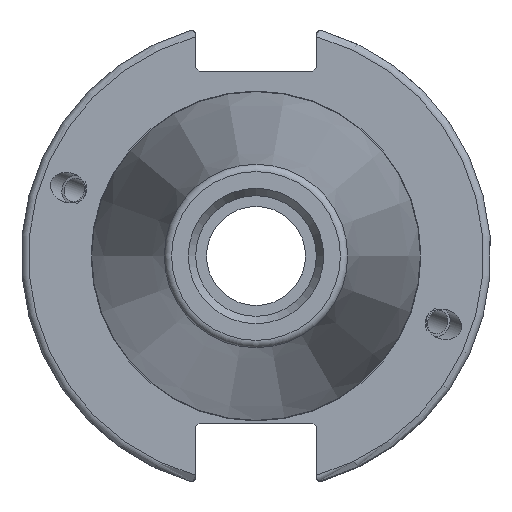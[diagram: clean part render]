
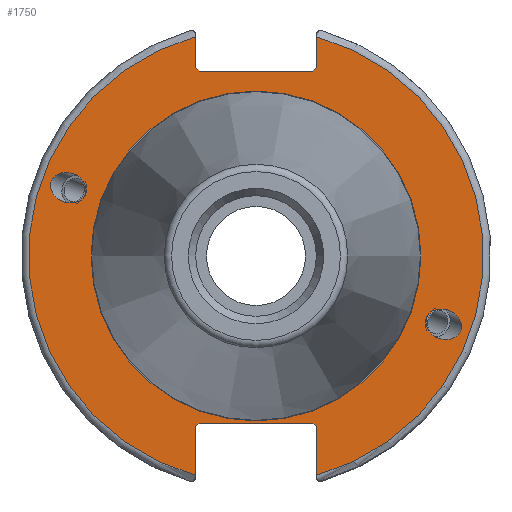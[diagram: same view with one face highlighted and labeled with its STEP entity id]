
A CAD part, left-side view. The second image highlights one B-rep face of the part: STEP entity #1750.
In plain terms, the highlighted planar face has unit normal (-1, 0, 0).
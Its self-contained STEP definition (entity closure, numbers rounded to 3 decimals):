
#39=ELLIPSE('',#1895,2.442,2.);
#48=ELLIPSE('',#1943,2.442,2.);
#82=FACE_BOUND('',#272,.T.);
#83=FACE_BOUND('',#273,.T.);
#84=FACE_BOUND('',#274,.T.);
#102=PLANE('',#1954);
#171=FACE_OUTER_BOUND('',#271,.T.);
#271=EDGE_LOOP('',(#1412,#1413,#1414,#1415,#1416,#1417,#1418,#1419,#1420,
#1421,#1422,#1423));
#272=EDGE_LOOP('',(#1424));
#273=EDGE_LOOP('',(#1425));
#274=EDGE_LOOP('',(#1426,#1427));
#408=LINE('',#3222,#498);
#409=LINE('',#3224,#499);
#410=LINE('',#3226,#500);
#411=LINE('',#3228,#501);
#412=LINE('',#3230,#502);
#413=LINE('',#3234,#503);
#414=LINE('',#3236,#504);
#415=LINE('',#3238,#505);
#416=LINE('',#3240,#506);
#417=LINE('',#3241,#507);
#498=VECTOR('',#2359,10.);
#499=VECTOR('',#2360,10.);
#500=VECTOR('',#2361,10.);
#501=VECTOR('',#2362,10.);
#502=VECTOR('',#2363,10.);
#503=VECTOR('',#2366,10.);
#504=VECTOR('',#2367,10.);
#505=VECTOR('',#2368,10.);
#506=VECTOR('',#2369,10.);
#507=VECTOR('',#2370,10.);
#618=CIRCLE('',#1950,22.3);
#619=CIRCLE('',#1951,22.3);
#622=CIRCLE('',#1955,30.75);
#623=CIRCLE('',#1956,30.75);
#734=VERTEX_POINT('',#2965);
#781=VERTEX_POINT('',#3196);
#786=VERTEX_POINT('',#3209);
#787=VERTEX_POINT('',#3211);
#789=VERTEX_POINT('',#3218);
#790=VERTEX_POINT('',#3219);
#791=VERTEX_POINT('',#3221);
#792=VERTEX_POINT('',#3223);
#793=VERTEX_POINT('',#3225);
#794=VERTEX_POINT('',#3227);
#795=VERTEX_POINT('',#3229);
#796=VERTEX_POINT('',#3231);
#797=VERTEX_POINT('',#3233);
#798=VERTEX_POINT('',#3235);
#799=VERTEX_POINT('',#3237);
#800=VERTEX_POINT('',#3239);
#949=EDGE_CURVE('',#734,#734,#39,.T.);
#1012=EDGE_CURVE('',#781,#781,#48,.T.);
#1018=EDGE_CURVE('',#786,#787,#618,.T.);
#1019=EDGE_CURVE('',#787,#786,#619,.T.);
#1022=EDGE_CURVE('',#789,#790,#622,.T.);
#1023=EDGE_CURVE('',#789,#791,#408,.T.);
#1024=EDGE_CURVE('',#792,#791,#409,.T.);
#1025=EDGE_CURVE('',#792,#793,#410,.T.);
#1026=EDGE_CURVE('',#794,#793,#411,.T.);
#1027=EDGE_CURVE('',#794,#795,#412,.T.);
#1028=EDGE_CURVE('',#796,#795,#623,.T.);
#1029=EDGE_CURVE('',#796,#797,#413,.T.);
#1030=EDGE_CURVE('',#798,#797,#414,.T.);
#1031=EDGE_CURVE('',#798,#799,#415,.T.);
#1032=EDGE_CURVE('',#800,#799,#416,.T.);
#1033=EDGE_CURVE('',#800,#790,#417,.T.);
#1412=ORIENTED_EDGE('',*,*,#1022,.F.);
#1413=ORIENTED_EDGE('',*,*,#1023,.T.);
#1414=ORIENTED_EDGE('',*,*,#1024,.F.);
#1415=ORIENTED_EDGE('',*,*,#1025,.T.);
#1416=ORIENTED_EDGE('',*,*,#1026,.F.);
#1417=ORIENTED_EDGE('',*,*,#1027,.T.);
#1418=ORIENTED_EDGE('',*,*,#1028,.F.);
#1419=ORIENTED_EDGE('',*,*,#1029,.T.);
#1420=ORIENTED_EDGE('',*,*,#1030,.F.);
#1421=ORIENTED_EDGE('',*,*,#1031,.T.);
#1422=ORIENTED_EDGE('',*,*,#1032,.F.);
#1423=ORIENTED_EDGE('',*,*,#1033,.T.);
#1424=ORIENTED_EDGE('',*,*,#949,.T.);
#1425=ORIENTED_EDGE('',*,*,#1012,.T.);
#1426=ORIENTED_EDGE('',*,*,#1019,.F.);
#1427=ORIENTED_EDGE('',*,*,#1018,.F.);
#1750=ADVANCED_FACE('',(#171,#82,#83,#84),#102,.T.);
#1895=AXIS2_PLACEMENT_3D('',#2967,#2219,#2220);
#1943=AXIS2_PLACEMENT_3D('',#3198,#2332,#2333);
#1950=AXIS2_PLACEMENT_3D('',#3212,#2347,#2348);
#1951=AXIS2_PLACEMENT_3D('',#3213,#2349,#2350);
#1954=AXIS2_PLACEMENT_3D('',#3217,#2355,#2356);
#1955=AXIS2_PLACEMENT_3D('',#3220,#2357,#2358);
#1956=AXIS2_PLACEMENT_3D('',#3232,#2364,#2365);
#2219=DIRECTION('center_axis',(1.,0.,0.));
#2220=DIRECTION('ref_axis',(0.,-0.94,-0.342));
#2332=DIRECTION('center_axis',(1.,0.,0.));
#2333=DIRECTION('ref_axis',(0.,0.94,0.342));
#2347=DIRECTION('center_axis',(-1.,0.,0.));
#2348=DIRECTION('ref_axis',(0.,-1.,0.));
#2349=DIRECTION('center_axis',(-1.,0.,0.));
#2350=DIRECTION('ref_axis',(0.,-1.,0.));
#2355=DIRECTION('center_axis',(-1.,0.,0.));
#2356=DIRECTION('ref_axis',(0.,0.,1.));
#2357=DIRECTION('center_axis',(1.,0.,0.));
#2358=DIRECTION('ref_axis',(0.,-1.,0.));
#2359=DIRECTION('',(0.,0.,-1.));
#2360=DIRECTION('',(0.,-0.707,0.707));
#2361=DIRECTION('',(0.,1.,0.));
#2362=DIRECTION('',(0.,-0.707,-0.707));
#2363=DIRECTION('',(0.,0.,1.));
#2364=DIRECTION('center_axis',(1.,0.,0.));
#2365=DIRECTION('ref_axis',(0.,1.,0.));
#2366=DIRECTION('',(0.,0.,1.));
#2367=DIRECTION('',(0.,0.707,-0.707));
#2368=DIRECTION('',(0.,-1.,0.));
#2369=DIRECTION('',(0.,0.707,0.707));
#2370=DIRECTION('',(0.,0.,-1.));
#2965=CARTESIAN_POINT('',(3.175,-23.077,-8.399));
#2967=CARTESIAN_POINT('Origin',(3.175,-25.372,-9.235));
#3196=CARTESIAN_POINT('',(3.175,23.077,8.399));
#3198=CARTESIAN_POINT('Origin',(3.175,25.372,9.235));
#3209=CARTESIAN_POINT('',(3.175,0.,22.3));
#3211=CARTESIAN_POINT('',(3.175,22.3,0.));
#3212=CARTESIAN_POINT('Origin',(3.175,0.,0.));
#3213=CARTESIAN_POINT('Origin',(3.175,0.,0.));
#3217=CARTESIAN_POINT('Origin',(3.175,31.75,0.));
#3218=CARTESIAN_POINT('',(3.175,-8.19,29.639));
#3219=CARTESIAN_POINT('',(3.175,-8.19,-29.639));
#3220=CARTESIAN_POINT('Origin',(3.175,0.,0.));
#3221=CARTESIAN_POINT('',(3.175,-8.19,25.5));
#3222=CARTESIAN_POINT('',(3.175,-8.19,12.5));
#3223=CARTESIAN_POINT('',(3.175,-7.69,25.));
#3224=CARTESIAN_POINT('',(3.175,8.295,9.015));
#3225=CARTESIAN_POINT('',(3.175,7.69,25.));
#3226=CARTESIAN_POINT('',(3.175,15.875,25.));
#3227=CARTESIAN_POINT('',(3.175,8.19,25.5));
#3228=CARTESIAN_POINT('',(3.175,7.58,24.89));
#3229=CARTESIAN_POINT('',(3.175,8.19,29.639));
#3230=CARTESIAN_POINT('',(3.175,8.19,12.5));
#3231=CARTESIAN_POINT('',(3.175,8.19,-29.639));
#3232=CARTESIAN_POINT('Origin',(3.175,0.,0.));
#3233=CARTESIAN_POINT('',(3.175,8.19,-23.1));
#3234=CARTESIAN_POINT('',(3.175,8.19,-11.3));
#3235=CARTESIAN_POINT('',(3.175,7.69,-22.6));
#3236=CARTESIAN_POINT('',(3.175,8.18,-23.09));
#3237=CARTESIAN_POINT('',(3.175,-7.69,-22.6));
#3238=CARTESIAN_POINT('',(3.175,15.875,-22.6));
#3239=CARTESIAN_POINT('',(3.175,-8.19,-23.1));
#3240=CARTESIAN_POINT('',(3.175,7.695,-7.215));
#3241=CARTESIAN_POINT('',(3.175,-8.19,-11.3));
